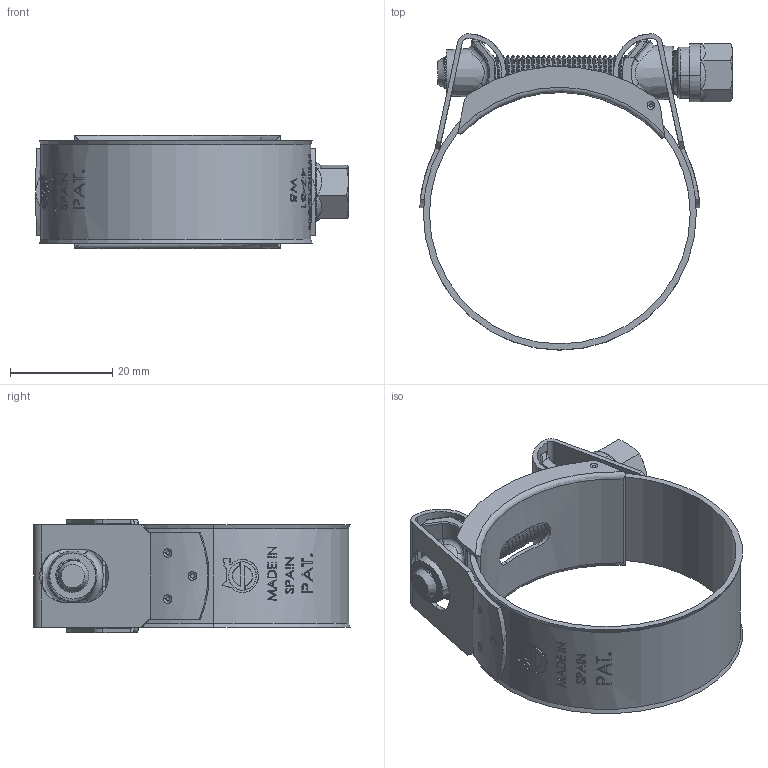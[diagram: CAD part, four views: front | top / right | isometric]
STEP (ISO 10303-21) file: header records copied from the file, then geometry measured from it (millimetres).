
FILE_DESCRIPTION (( 'STEP AP214' ), '1' );
FILE_NAME ('MK-03013139.STEP', '2018-09-10T11:50:40', ( '' ), ( '' ), 'SwSTEP 2.0', 'SolidWorks 2018', '' );
FILE_SCHEMA (( 'AUTOMOTIVE_DESIGN' ));
Length unit declared in the file: millimetre
Products named in the file (1): MK-03013139
Bounding box: 61.08 x 61.86 x 22.1 mm (x, y, z)
Volume: 8347.4 mm3; surface area: 15698.6 mm2
Topology: 5 solids, 5 shells, 838 faces, 2214 edges, 1404 vertices
Faces by surface type: plane 277, cylinder 244, bspline 234, sphere 32, torus 26, cone 25
Entity records: 73182 total; most frequent: CARTESIAN_POINT 45980, ORIENTED_EDGE 4358, DIRECTION 2780, EDGE_CURVE 2179, VERTEX_POINT 1400, AXIS2_PLACEMENT_3D 1027, EDGE_LOOP 899, B_SPLINE_CURVE_WITH_KNOTS 853
